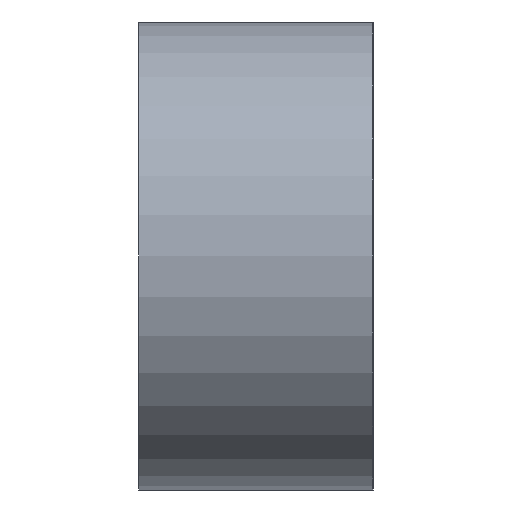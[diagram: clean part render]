
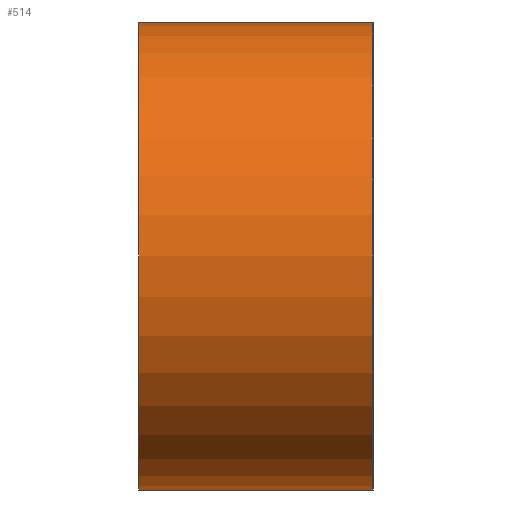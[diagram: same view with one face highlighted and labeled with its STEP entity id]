
A CAD part, left-side view. The second image highlights one B-rep face of the part: STEP entity #514.
In plain terms, the highlighted cylindrical face has radius 4 mm (diameter 8 mm), a partial arc.
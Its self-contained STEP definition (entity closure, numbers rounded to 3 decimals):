
#11 = CARTESIAN_POINT ( 'NONE',  ( -48., 4., -4. ) ) ;
#80 = DIRECTION ( 'NONE',  ( 0., 0., 1. ) ) ;
#84 = DIRECTION ( 'NONE',  ( 0., -1., 0. ) ) ;
#91 = VECTOR ( 'NONE', #1162, 1000. ) ;
#101 = DIRECTION ( 'NONE',  ( 0., 0., -1. ) ) ;
#138 = LINE ( 'NONE', #332, #91 ) ;
#154 = VERTEX_POINT ( 'NONE', #778 ) ;
#214 = VERTEX_POINT ( 'NONE', #963 ) ;
#308 = AXIS2_PLACEMENT_3D ( 'NONE', #551, #642, #80 ) ;
#332 = CARTESIAN_POINT ( 'NONE',  ( -48., 4., 4. ) ) ;
#370 = VERTEX_POINT ( 'NONE', #799 ) ;
#381 = EDGE_CURVE ( 'NONE', #530, #154, #138, .T. ) ;
#392 = ORIENTED_EDGE ( 'NONE', *, *, #381, .F. ) ;
#395 = CARTESIAN_POINT ( 'NONE',  ( -48., 4., 0. ) ) ;
#450 = CIRCLE ( 'NONE', #812, 4. ) ;
#469 = EDGE_LOOP ( 'NONE', ( #1147, #392, #880, #897 ) ) ;
#489 = VECTOR ( 'NONE', #84, 1000. ) ;
#514 = ADVANCED_FACE ( 'NONE', ( #523 ), #1055, .T. ) ;
#523 = FACE_OUTER_BOUND ( 'NONE', #469, .T. ) ;
#527 = AXIS2_PLACEMENT_3D ( 'NONE', #864, #954, #101 ) ;
#530 = VERTEX_POINT ( 'NONE', #758 ) ;
#551 = CARTESIAN_POINT ( 'NONE',  ( -48., 0., 0. ) ) ;
#571 = DIRECTION ( 'NONE',  ( 0., 0., 1. ) ) ;
#587 = EDGE_CURVE ( 'NONE', #214, #530, #450, .T. ) ;
#642 = DIRECTION ( 'NONE',  ( 0., 1., 0. ) ) ;
#758 = CARTESIAN_POINT ( 'NONE',  ( -48., 4., 4. ) ) ;
#778 = CARTESIAN_POINT ( 'NONE',  ( -48., 0., 4. ) ) ;
#799 = CARTESIAN_POINT ( 'NONE',  ( -48., 0., -4. ) ) ;
#812 = AXIS2_PLACEMENT_3D ( 'NONE', #395, #1128, #571 ) ;
#864 = CARTESIAN_POINT ( 'NONE',  ( -48., 4., 0. ) ) ;
#880 = ORIENTED_EDGE ( 'NONE', *, *, #587, .F. ) ;
#897 = ORIENTED_EDGE ( 'NONE', *, *, #1091, .T. ) ;
#954 = DIRECTION ( 'NONE',  ( 0., -1., 0. ) ) ;
#963 = CARTESIAN_POINT ( 'NONE',  ( -48., 4., -4. ) ) ;
#994 = CIRCLE ( 'NONE', #308, 4. ) ;
#1015 = EDGE_CURVE ( 'NONE', #370, #154, #994, .T. ) ;
#1055 = CYLINDRICAL_SURFACE ( 'NONE', #527, 4. ) ;
#1091 = EDGE_CURVE ( 'NONE', #214, #370, #1094, .T. ) ;
#1094 = LINE ( 'NONE', #11, #489 ) ;
#1128 = DIRECTION ( 'NONE',  ( 0., 1., 0. ) ) ;
#1147 = ORIENTED_EDGE ( 'NONE', *, *, #1015, .T. ) ;
#1162 = DIRECTION ( 'NONE',  ( 0., -1., 0. ) ) ;
